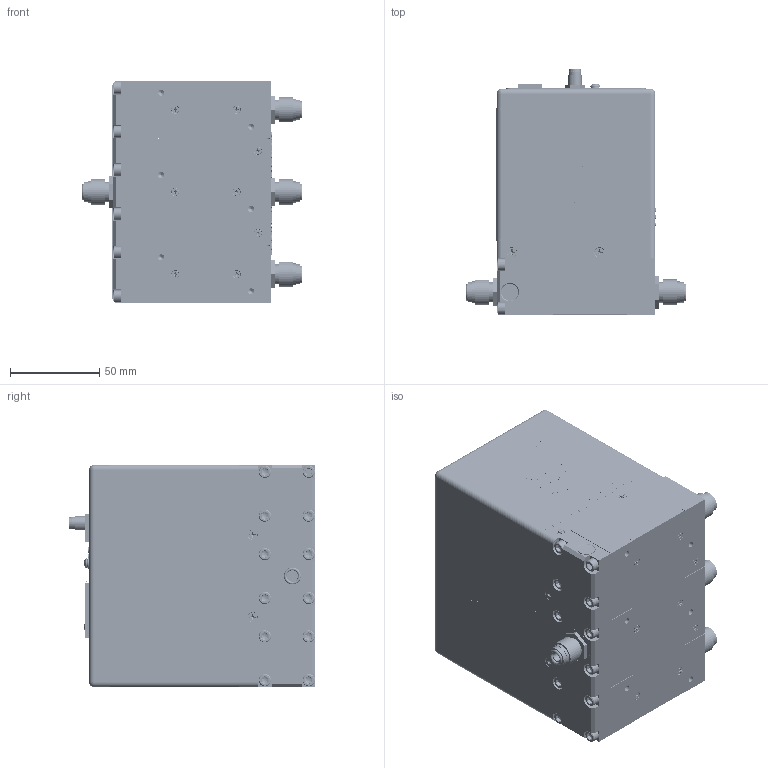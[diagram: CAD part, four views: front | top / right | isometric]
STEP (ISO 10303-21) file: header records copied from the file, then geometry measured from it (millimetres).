
FILE_DESCRIPTION((''),'2;1');
FILE_NAME('ASM0043_ASM','2017-11-09T',('cockrofm'),(''),'PRO/ENGINEER BY PARAMETRIC TECHNOLOGY CORPORATION, 2016100','PRO/ENGINEER BY PARAMETRIC TECHNOLOGY CORPORATION, 2016100','');
FILE_SCHEMA(('CONFIG_CONTROL_DESIGN'));
Length unit declared in the file: inch
Products named in the file (50): 160-3866_160-3866_1; PRT0095_1; PRT0096_1; PRT0098_1; 1018652-002_91251A188_1; PRT0103_1; PRT0104_1; 1032829_ASSY_VIEW_ASM_ASM_1_ASM; 1074785_ENCLOSURE_1; PRT0106_1; PRT0107_1; ASM0026_ASM_1_ASM; ASM0028_ASM_1; ASM0029_ASM_1; ASM0027_ASM_1_ASM; PRT0118_1; PRT0119_1; ASM0031_ASM_1; PRT0124_1; ASM0030_ASM_1_ASM; PRT0125_1; PRT0105_1; ASM0032_ASM_1; ASM0033_ASM_1; ASM0034_ASM_1; 1075473_10-PIN_CONN_MALE_ASM_1; 1074402_SENSOR_BD_CCA_ASM_ASM_1_ASM; ASM0036_ASM_1; ASM0037_ASM_1; ASM0038_ASM_1; ASM0035_ASM_1_ASM; PRT0156_1; 1075498_LABEL_TOP_1; ASM0040_ASM_1; PRT0159_1; ASM0041_ASM_1; ASM0042_ASM_1; PRT0164_1; ASM0039_ASM_1_ASM; 1075497_ASSY_MODEL_1 ...
Assembly tree (90 placements, depth 5):
  ASM0043_ASM
    DLTNB3_ETHERCAT_ASM_1_ASM
      ASM0025_ASM_1_ASM
        160-3866_160-3866_1  x8
        PRT0095_1  x11
        PRT0096_1  x8
        PRT0098_1
        1018652-002_91251A188_1
        1032829_ASSY_VIEW_ASM_ASM_1_ASM  x3
          PRT0103_1
          PRT0104_1
        1074785_ENCLOSURE_1
        ASM0026_ASM_1_ASM  x3
          PRT0106_1
          PRT0107_1
        ASM0027_ASM_1_ASM  x3
          ASM0028_ASM_1
          ASM0029_ASM_1
        ASM0030_ASM_1_ASM
          PRT0118_1  x2
          PRT0119_1  x3
          ASM0031_ASM_1
          PRT0124_1
        PRT0125_1
        PRT0105_1  x3
        1074402_SENSOR_BD_CCA_ASM_ASM_1_ASM
          ASM0032_ASM_1
          ASM0033_ASM_1  x3
          ASM0034_ASM_1
          1075473_10-PIN_CONN_MALE_ASM_1
        ASM0035_ASM_1_ASM  x3
          ASM0036_ASM_1
          ASM0037_ASM_1
          ASM0038_ASM_1
        PRT0156_1  x2
        1075498_LABEL_TOP_1
        ASM0039_ASM_1_ASM
          ASM0040_ASM_1
          PRT0159_1
          ASM0041_ASM_1
          ASM0042_ASM_1
          PRT0164_1
        1075497_ASSY_MODEL_1
        1077594_GASKET_EMI_1
        1075275_INLET_FLANGE_W-FITTING__ASM
          133140_4VCR_FITTING_133140-P1_1
          PRT0165_1  x2
          1075274_INLET_FLANGE_1
        PRT0166_1
        1013071_PLATE_BOTTOM_1
Bounding box: 123.8 x 138.18 x 124.92 mm (x, y, z)
Volume: 321752.5 mm3; surface area: 268752.1 mm2
Topology: 65 solids, 65 shells, 5496 faces, 14103 edges, 9140 vertices
Faces by surface type: plane 2620, cylinder 1357, extrusion 1017, cone 384, torus 56, sphere 38, bspline 18, revolution 6
Entity records: 163537 total; most frequent: CARTESIAN_POINT 69963, ORIENTED_EDGE 20152, DIRECTION 16138, EDGE_CURVE 10076, VECTOR 7746, LINE 6829, VERTEX_POINT 6699, EDGE_LOOP 4394
